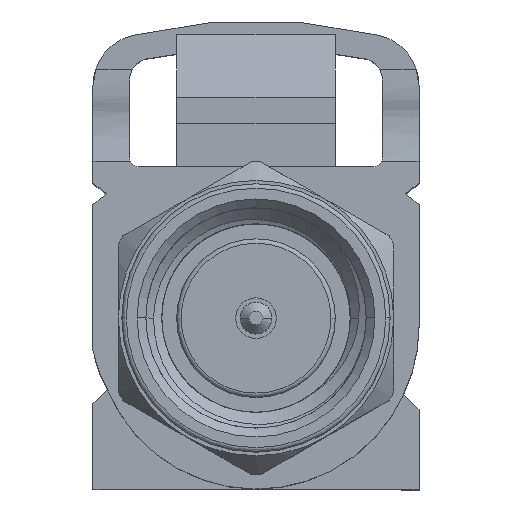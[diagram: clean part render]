
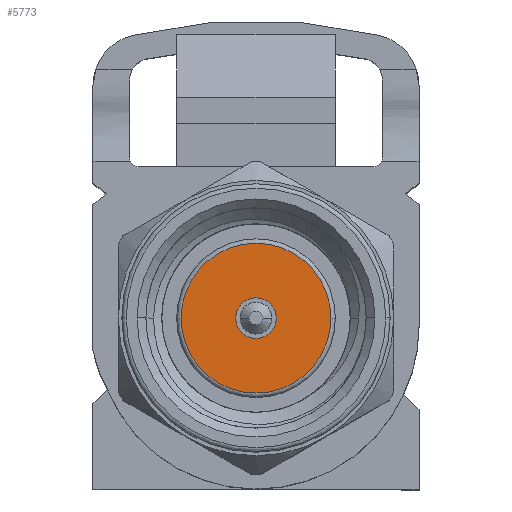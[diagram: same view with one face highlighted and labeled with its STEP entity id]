
A CAD part, top view. The second image highlights one B-rep face of the part: STEP entity #5773.
In plain terms, the highlighted face is planar.
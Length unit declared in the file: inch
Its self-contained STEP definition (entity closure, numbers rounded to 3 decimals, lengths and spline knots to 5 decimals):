
#21 = EDGE_CURVE ( 'NONE', #4554, #2013, #2284, .T. ) ;
#78 = CARTESIAN_POINT ( 'NONE',  ( -0.735, 0., 0. ) ) ;
#449 = VERTEX_POINT ( 'NONE', #8278 ) ;
#451 = CARTESIAN_POINT ( 'NONE',  ( -0.735, 0., 0. ) ) ;
#569 = AXIS2_PLACEMENT_3D ( 'NONE', #78, #10058, #4543 ) ;
#586 = AXIS2_PLACEMENT_3D ( 'NONE', #451, #1558, #8028 ) ;
#837 = DIRECTION ( 'NONE',  ( 0., 0., 1. ) ) ;
#1046 = ORIENTED_EDGE ( 'NONE', *, *, #12054, .F. ) ;
#1558 = DIRECTION ( 'NONE',  ( -1., 0., 0. ) ) ;
#1903 = CARTESIAN_POINT ( 'NONE',  ( -0.735, 0., 0. ) ) ;
#2013 = VERTEX_POINT ( 'NONE', #11130 ) ;
#2284 = CIRCLE ( 'NONE', #14221, 0.085 ) ;
#2390 = ORIENTED_EDGE ( 'NONE', *, *, #21, .T. ) ;
#2855 = CARTESIAN_POINT ( 'NONE',  ( -0.735, 0.15225, 0. ) ) ;
#4521 = CIRCLE ( 'NONE', #8232, 0.085 ) ;
#4543 = DIRECTION ( 'NONE',  ( 0., 0., 1. ) ) ;
#4554 = VERTEX_POINT ( 'NONE', #10848 ) ;
#5355 = CARTESIAN_POINT ( 'NONE',  ( -0.735, 0., 0. ) ) ;
#5517 = CARTESIAN_POINT ( 'NONE',  ( -0.735, 0., -0.023 ) ) ;
#5773 = ADVANCED_FACE ( 'NONE', ( #7209, #8605 ), #6362, .T. ) ;
#6192 = DIRECTION ( 'NONE',  ( -1., 0., 0. ) ) ;
#6362 = PLANE ( 'NONE',  #13524 ) ;
#6820 = ORIENTED_EDGE ( 'NONE', *, *, #8543, .F. ) ;
#7209 = FACE_BOUND ( 'NONE', #12844, .T. ) ;
#7456 = CIRCLE ( 'NONE', #586, 0.023 ) ;
#8028 = DIRECTION ( 'NONE',  ( 0., 0., 1. ) ) ;
#8232 = AXIS2_PLACEMENT_3D ( 'NONE', #1903, #6192, #8472 ) ;
#8278 = CARTESIAN_POINT ( 'NONE',  ( -0.735, 0., 0.023 ) ) ;
#8472 = DIRECTION ( 'NONE',  ( 0., 0., 1. ) ) ;
#8543 = EDGE_CURVE ( 'NONE', #449, #14227, #13395, .T. ) ;
#8605 = FACE_OUTER_BOUND ( 'NONE', #11699, .T. ) ;
#9674 = DIRECTION ( 'NONE',  ( -1., 0., 0. ) ) ;
#10058 = DIRECTION ( 'NONE',  ( -1., 0., 0. ) ) ;
#10614 = DIRECTION ( 'NONE',  ( -1., 0., 0. ) ) ;
#10848 = CARTESIAN_POINT ( 'NONE',  ( -0.735, 0., 0.085 ) ) ;
#11130 = CARTESIAN_POINT ( 'NONE',  ( -0.735, 0., -0.085 ) ) ;
#11699 = EDGE_LOOP ( 'NONE', ( #2390, #11804 ) ) ;
#11718 = DIRECTION ( 'NONE',  ( 0., 0., 1. ) ) ;
#11804 = ORIENTED_EDGE ( 'NONE', *, *, #12224, .T. ) ;
#12054 = EDGE_CURVE ( 'NONE', #14227, #449, #7456, .T. ) ;
#12224 = EDGE_CURVE ( 'NONE', #2013, #4554, #4521, .T. ) ;
#12844 = EDGE_LOOP ( 'NONE', ( #1046, #6820 ) ) ;
#13395 = CIRCLE ( 'NONE', #569, 0.023 ) ;
#13524 = AXIS2_PLACEMENT_3D ( 'NONE', #2855, #10614, #11718 ) ;
#14221 = AXIS2_PLACEMENT_3D ( 'NONE', #5355, #9674, #837 ) ;
#14227 = VERTEX_POINT ( 'NONE', #5517 ) ;
